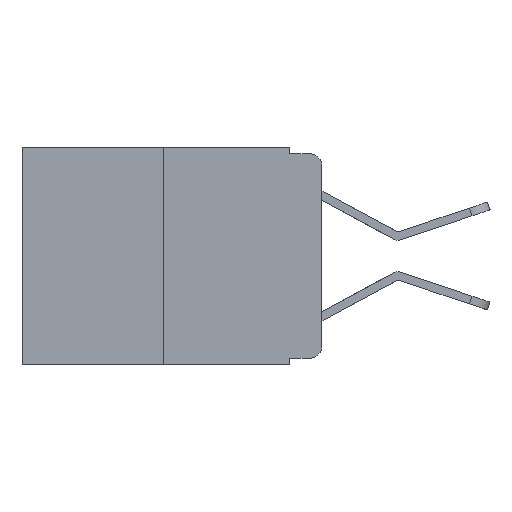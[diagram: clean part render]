
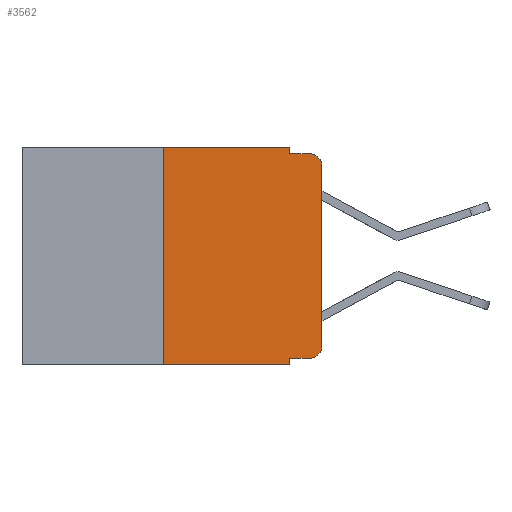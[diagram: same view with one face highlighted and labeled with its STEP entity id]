
A CAD part, left-side view. The second image highlights one B-rep face of the part: STEP entity #3562.
In plain terms, the highlighted planar face has unit normal (-1, 0, 0).
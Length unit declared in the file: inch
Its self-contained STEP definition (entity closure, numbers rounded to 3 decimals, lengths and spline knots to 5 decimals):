
#291 = LINE ( 'NONE', #16083, #9277 ) ;
#746 = CARTESIAN_POINT ( 'NONE',  ( 0., 0.25, 0. ) ) ;
#844 = CIRCLE ( 'NONE', #14816, 0.02 ) ;
#861 = EDGE_CURVE ( 'NONE', #8509, #12183, #2854, .T. ) ;
#947 = CARTESIAN_POINT ( 'NONE',  ( 0., 0., -0.313 ) ) ;
#1040 = LINE ( 'NONE', #13894, #10826 ) ;
#1588 = CARTESIAN_POINT ( 'NONE',  ( 0., 0.051, -0.01 ) ) ;
#1696 = DIRECTION ( 'NONE',  ( 0., 0., -1. ) ) ;
#1788 = EDGE_CURVE ( 'NONE', #4123, #3138, #4220, .T. ) ;
#2129 = FACE_OUTER_BOUND ( 'NONE', #16221, .T. ) ;
#2164 = PLANE ( 'NONE',  #13605 ) ;
#2246 = ORIENTED_EDGE ( 'NONE', *, *, #14355, .T. ) ;
#2295 = VECTOR ( 'NONE', #15280, 39.37008 ) ;
#2361 = CARTESIAN_POINT ( 'NONE',  ( 0., 0.051, -0.333 ) ) ;
#2648 = CARTESIAN_POINT ( 'NONE',  ( 0., 0.051, -0.333 ) ) ;
#2854 = LINE ( 'NONE', #13988, #10208 ) ;
#2855 = DIRECTION ( 'NONE',  ( -1., 0., 0. ) ) ;
#3087 = VERTEX_POINT ( 'NONE', #14466 ) ;
#3138 = VERTEX_POINT ( 'NONE', #6563 ) ;
#3562 = ADVANCED_FACE ( 'NONE', ( #2129 ), #2164, .F. ) ;
#3830 = VECTOR ( 'NONE', #12579, 39.37008 ) ;
#4123 = VERTEX_POINT ( 'NONE', #2361 ) ;
#4160 = DIRECTION ( 'NONE',  ( 0., 0., -1. ) ) ;
#4220 = LINE ( 'NONE', #2648, #13007 ) ;
#4657 = LINE ( 'NONE', #15171, #3830 ) ;
#4795 = EDGE_CURVE ( 'NONE', #13692, #8509, #5768, .T. ) ;
#4890 = CARTESIAN_POINT ( 'NONE',  ( 0., 0.473, 0. ) ) ;
#5562 = CARTESIAN_POINT ( 'NONE',  ( 0., 0.051, 0. ) ) ;
#5768 = LINE ( 'NONE', #9876, #2295 ) ;
#5927 = DIRECTION ( 'NONE',  ( -1., 0., 0. ) ) ;
#6057 = VERTEX_POINT ( 'NONE', #11279 ) ;
#6563 = CARTESIAN_POINT ( 'NONE',  ( 0., 0.02, -0.333 ) ) ;
#6699 = EDGE_CURVE ( 'NONE', #9310, #13692, #4657, .T. ) ;
#6803 = CARTESIAN_POINT ( 'NONE',  ( 0., 0.02, -0.03 ) ) ;
#7134 = EDGE_CURVE ( 'NONE', #3087, #12183, #9539, .T. ) ;
#7228 = ORIENTED_EDGE ( 'NONE', *, *, #861, .F. ) ;
#7375 = VECTOR ( 'NONE', #13773, 39.37008 ) ;
#8311 = AXIS2_PLACEMENT_3D ( 'NONE', #6803, #2855, #4160 ) ;
#8509 = VERTEX_POINT ( 'NONE', #1588 ) ;
#8672 = DIRECTION ( 'NONE',  ( 0., 0., -1. ) ) ;
#8790 = LINE ( 'NONE', #5562, #13672 ) ;
#9017 = ORIENTED_EDGE ( 'NONE', *, *, #9225, .F. ) ;
#9047 = ORIENTED_EDGE ( 'NONE', *, *, #4795, .F. ) ;
#9205 = EDGE_CURVE ( 'NONE', #11676, #3087, #1040, .T. ) ;
#9225 = EDGE_CURVE ( 'NONE', #9658, #9310, #16127, .T. ) ;
#9277 = VECTOR ( 'NONE', #16137, 39.37008 ) ;
#9310 = VERTEX_POINT ( 'NONE', #14169 ) ;
#9439 = CARTESIAN_POINT ( 'NONE',  ( 0., 0.25, -0.343 ) ) ;
#9539 = CIRCLE ( 'NONE', #8311, 0.02 ) ;
#9541 = EDGE_CURVE ( 'NONE', #4123, #6057, #8790, .T. ) ;
#9658 = VERTEX_POINT ( 'NONE', #9439 ) ;
#9876 = CARTESIAN_POINT ( 'NONE',  ( 0., 0.051, 0. ) ) ;
#10032 = DIRECTION ( 'NONE',  ( 0., 0., -1. ) ) ;
#10048 = CARTESIAN_POINT ( 'NONE',  ( 0., 0.051, 0. ) ) ;
#10208 = VECTOR ( 'NONE', #16328, 39.37008 ) ;
#10826 = VECTOR ( 'NONE', #14002, 39.37008 ) ;
#11279 = CARTESIAN_POINT ( 'NONE',  ( 0., 0.051, -0.343 ) ) ;
#11288 = DIRECTION ( 'NONE',  ( 1., 0., 0. ) ) ;
#11292 = ORIENTED_EDGE ( 'NONE', *, *, #6699, .F. ) ;
#11676 = VERTEX_POINT ( 'NONE', #947 ) ;
#12183 = VERTEX_POINT ( 'NONE', #13005 ) ;
#12579 = DIRECTION ( 'NONE',  ( 0., -1., 0. ) ) ;
#13005 = CARTESIAN_POINT ( 'NONE',  ( 0., 0.02, -0.01 ) ) ;
#13007 = VECTOR ( 'NONE', #15751, 39.37008 ) ;
#13429 = ORIENTED_EDGE ( 'NONE', *, *, #9205, .T. ) ;
#13463 = EDGE_CURVE ( 'NONE', #9658, #6057, #291, .T. ) ;
#13605 = AXIS2_PLACEMENT_3D ( 'NONE', #4890, #11288, #10032 ) ;
#13672 = VECTOR ( 'NONE', #1696, 39.37008 ) ;
#13692 = VERTEX_POINT ( 'NONE', #10048 ) ;
#13773 = DIRECTION ( 'NONE',  ( 0., 0., 1. ) ) ;
#13886 = CARTESIAN_POINT ( 'NONE',  ( 0., 0.02, -0.313 ) ) ;
#13894 = CARTESIAN_POINT ( 'NONE',  ( 0., 0., 0. ) ) ;
#13988 = CARTESIAN_POINT ( 'NONE',  ( 0., 0.051, -0.01 ) ) ;
#14002 = DIRECTION ( 'NONE',  ( 0., 0., 1. ) ) ;
#14043 = ORIENTED_EDGE ( 'NONE', *, *, #7134, .T. ) ;
#14169 = CARTESIAN_POINT ( 'NONE',  ( 0., 0.25, 0. ) ) ;
#14184 = ORIENTED_EDGE ( 'NONE', *, *, #1788, .T. ) ;
#14355 = EDGE_CURVE ( 'NONE', #3138, #11676, #844, .T. ) ;
#14466 = CARTESIAN_POINT ( 'NONE',  ( 0., 0., -0.03 ) ) ;
#14816 = AXIS2_PLACEMENT_3D ( 'NONE', #13886, #5927, #8672 ) ;
#15171 = CARTESIAN_POINT ( 'NONE',  ( 0., 0.473, 0. ) ) ;
#15280 = DIRECTION ( 'NONE',  ( 0., 0., -1. ) ) ;
#15512 = ORIENTED_EDGE ( 'NONE', *, *, #13463, .T. ) ;
#15751 = DIRECTION ( 'NONE',  ( 0., -1., 0. ) ) ;
#16083 = CARTESIAN_POINT ( 'NONE',  ( 0., 0.473, -0.343 ) ) ;
#16127 = LINE ( 'NONE', #746, #7375 ) ;
#16137 = DIRECTION ( 'NONE',  ( 0., -1., 0. ) ) ;
#16221 = EDGE_LOOP ( 'NONE', ( #13429, #14043, #7228, #9047, #11292, #9017, #15512, #16641, #14184, #2246 ) ) ;
#16328 = DIRECTION ( 'NONE',  ( 0., -1., 0. ) ) ;
#16641 = ORIENTED_EDGE ( 'NONE', *, *, #9541, .F. ) ;
